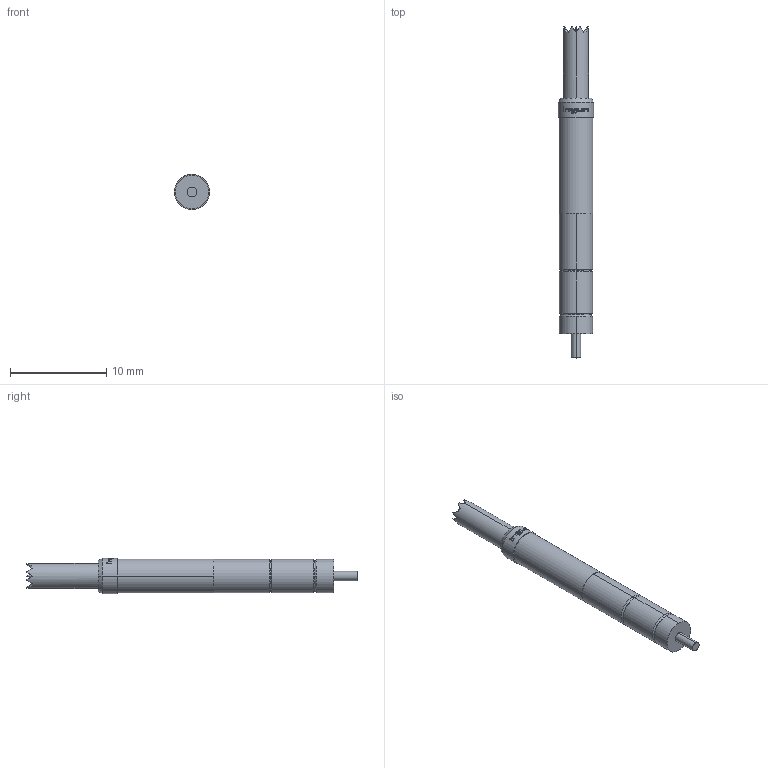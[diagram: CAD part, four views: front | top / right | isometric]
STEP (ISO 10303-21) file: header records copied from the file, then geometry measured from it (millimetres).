
FILE_DESCRIPTION (( 'STEP AP203' ), '1' );
FILE_NAME ('INGUN_HFS-110_301_050_A_xx06_B.STEP', '2025-01-23T13:46:12', ( '' ), ( '' ), 'SwSTEP 2.0', 'SolidWorks 2023', '' );
FILE_SCHEMA (( 'CONFIG_CONTROL_DESIGN' ));
Length unit declared in the file: millimetre
Products named in the file (1): INGUN_HFS-110_301_050_A_xx06_B
Bounding box: 3.65 x 34.5 x 3.65 mm (x, y, z)
Volume: 273 mm3; surface area: 363 mm2
Topology: 1 solids, 1 shells, 150 faces, 372 edges, 233 vertices
Faces by surface type: plane 94, bspline 22, cylinder 22, torus 8, cone 4
Entity records: 4713 total; most frequent: CARTESIAN_POINT 1422, ORIENTED_EDGE 740, DIRECTION 574, EDGE_CURVE 370, VERTEX_POINT 233, AXIS2_PLACEMENT_3D 217, EDGE_LOOP 161, FACE_OUTER_BOUND 150
